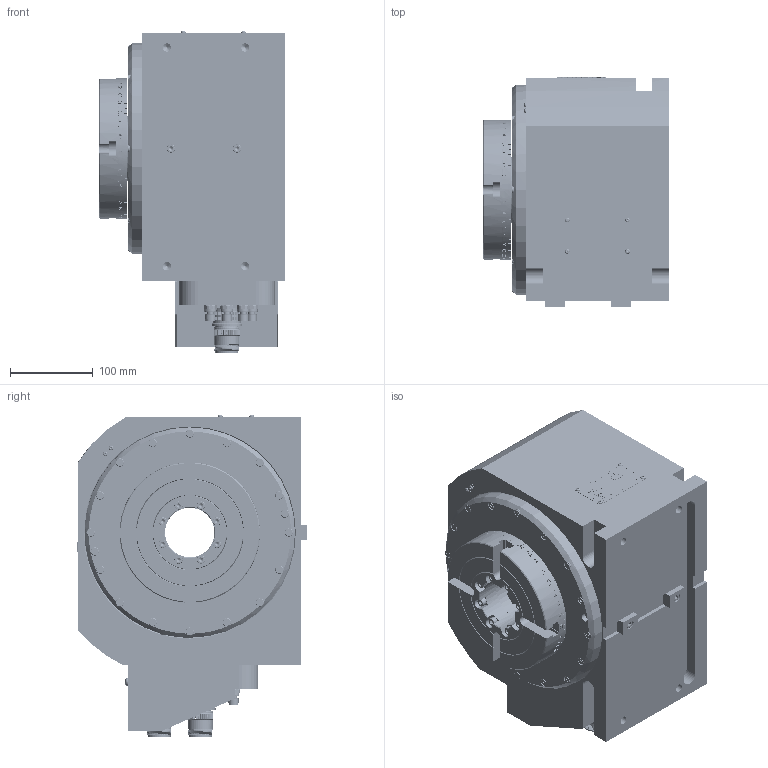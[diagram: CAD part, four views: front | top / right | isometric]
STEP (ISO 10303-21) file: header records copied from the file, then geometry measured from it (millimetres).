
FILE_DESCRIPTION(/* description */ (''),/* implementation_level */ '2;1');
FILE_NAME(/* name */ 'AS00549D_RCV-170.stp',/* time_stamp */ '2021-03-29T16:24:54+08:00',/* author */ ('roylin'),/* organization */ (''),/* preprocessor_version */ 'ST-DEVELOPER v18',/* originating_system */ 'Autodesk Inventor 2020',/* authorisation */ '');
FILE_SCHEMA (('AUTOMOTIVE_DESIGN { 1 0 10303 214 3 1 1 }'));
Products named in the file (1): AS00549D_RCV-170
Bounding box: 225 x 277.8 x 389.56 mm (x, y, z)
Volume: 1062.4 mm3; surface area: 717366.6 mm2
Topology: 19 solids, 310 shells, 7039 faces, 28866 edges, 21331 vertices
Faces by surface type: plane 3709, bspline 1680, cylinder 1349, cone 186, torus 97, sphere 18
Full cylindrical faces by diameter (mm): 1.59 x16, 2.32 x16, 2.85 x4, 2.88 x8, 3.5 x2, 3.79 x2, 4.5 x8, 5.7 x6, 6 x1, 7 x1, 8 x22, 8.376 x2, 9.5 x2, 10 x48, 10.106 x4, 10.9 x4, 11 x2, 12.1 x4, 12.35 x4, 14.53 x4, 24.6 x2, 26.9 x6, 27.92 x2, 28.06 x2, 28.388 x10, 29.28 x1, 30.07 x12, 31.8 x2, 34.29 x6, 37.23 x2
Entity records: 650832 total; most frequent: CARTESIAN_POINT 429402, ORIENTED_EDGE 44253, DIRECTION 38018, EDGE_CURVE 28800, VERTEX_POINT 21331, LINE 14952, VECTOR 14952, AXIS2_PLACEMENT_3D 11533
